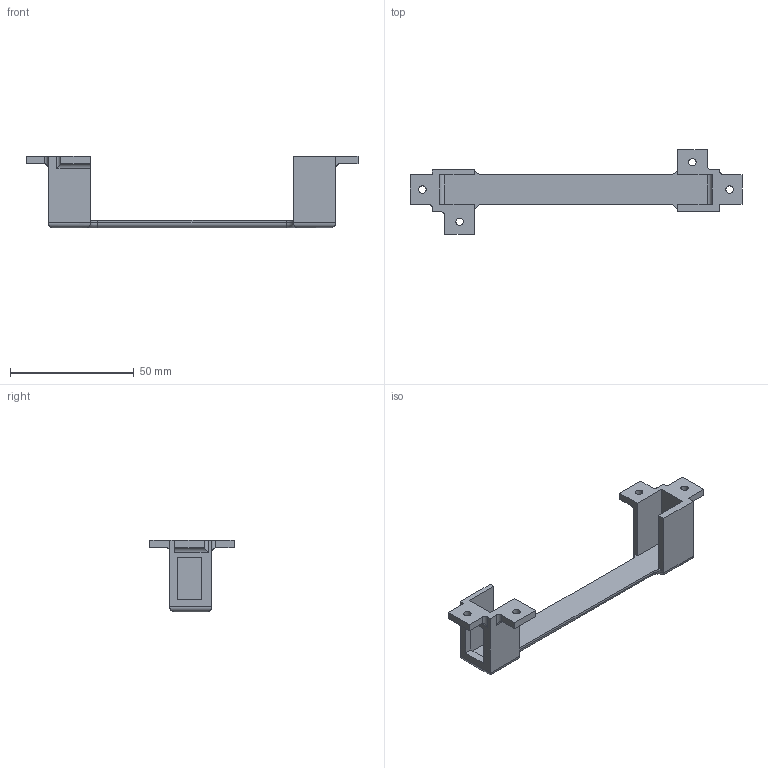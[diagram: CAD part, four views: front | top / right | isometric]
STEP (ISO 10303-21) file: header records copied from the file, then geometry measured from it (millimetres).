
FILE_DESCRIPTION (( 'STEP AP203' ), '1' );
FILE_NAME ('support_hub_USB.STEP', '2021-04-22T15:52:26', ( '' ), ( '' ), 'SwSTEP 2.0', 'SolidWorks 2019', '' );
FILE_SCHEMA (( 'CONFIG_CONTROL_DESIGN' ));
Length unit declared in the file: millimetre
Products named in the file (1): support_hub_USB
Bounding box: 134 x 34 x 29 mm (x, y, z)
Volume: 11499.5 mm3; surface area: 9572.9 mm2
Topology: 1 solids, 1 shells, 74 faces, 202 edges, 128 vertices
Faces by surface type: plane 40, cylinder 30, torus 4
Entity records: 2500 total; most frequent: CARTESIAN_POINT 523, ORIENTED_EDGE 404, DIRECTION 388, EDGE_CURVE 202, VECTOR 142, LINE 142, VERTEX_POINT 128, AXIS2_PLACEMENT_3D 123
